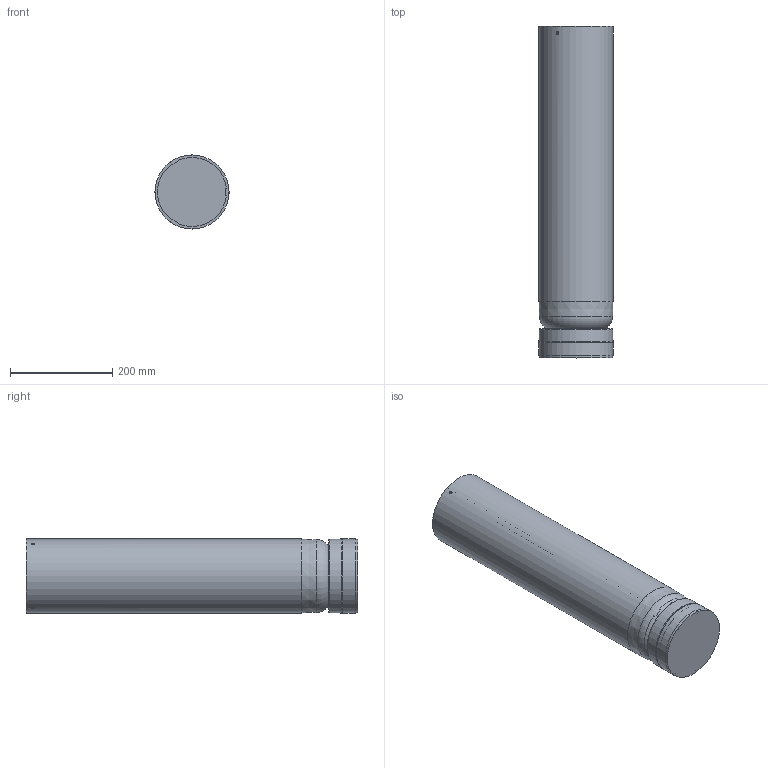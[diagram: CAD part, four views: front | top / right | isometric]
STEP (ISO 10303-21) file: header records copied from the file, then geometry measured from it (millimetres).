
FILE_DESCRIPTION(/* description */ (''),/* implementation_level */ '2;1');
FILE_NAME(/* name */ '1722A-650.stp',/* time_stamp */ '2023-03-24T11:06:59+08:00',/* author */ (''),/* organization */ (''),/* preprocessor_version */ 'ST-DEVELOPER v16',/* originating_system */ 'SIEMENS PLM Software NX 10.0',/* authorisation */ '');
FILE_SCHEMA (('AUTOMOTIVE_DESIGN { 1 0 10303 214 3 1 1 1 }'));
Length unit declared in the file: millimetre
Products named in the file (1): HWW11E837B3015k
Bounding box: 145 x 650 x 145 mm (x, y, z)
Volume: 944810.1 mm3; surface area: 794355.6 mm2
Topology: 7 solids, 7 shells, 422 faces, 1108 edges, 737 vertices
Faces by surface type: plane 301, cylinder 47, bspline 42, cone 24, torus 8
Full cylindrical faces by diameter (mm): 4 x1, 4.5 x3, 5 x3, 6 x3, 7 x1, 8 x3, 10 x3, 15 x3, 18 x1, 20 x1, 21 x1, 105 x1, 140 x1, 140.4 x1, 142 x1, 145 x2
Entity records: 14551 total; most frequent: CARTESIAN_POINT 4502, ORIENTED_EDGE 2104, DIRECTION 1779, EDGE_CURVE 1052, VERTEX_POINT 725, LINE 713, VECTOR 713, AXIS2_PLACEMENT_3D 533
